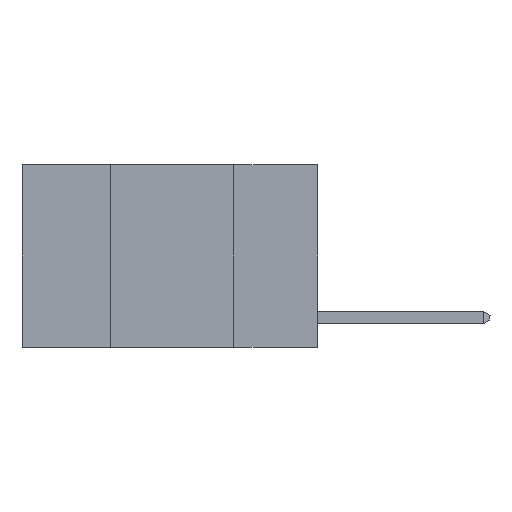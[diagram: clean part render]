
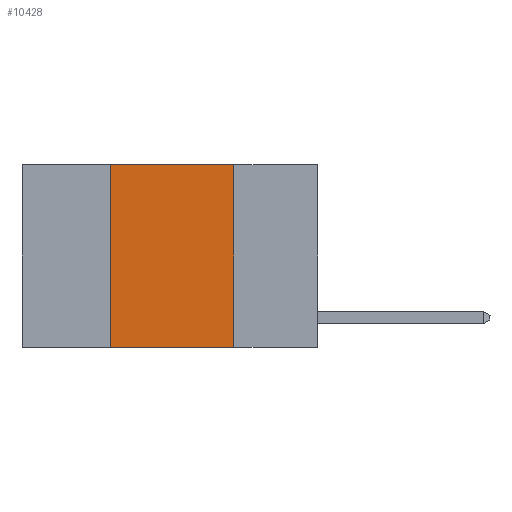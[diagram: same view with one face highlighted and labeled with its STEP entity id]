
A CAD part, left-side view. The second image highlights one B-rep face of the part: STEP entity #10428.
In plain terms, the highlighted planar face has unit normal (-1, 0, 0).
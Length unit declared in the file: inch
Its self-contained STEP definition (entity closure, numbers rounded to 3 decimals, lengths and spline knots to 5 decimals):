
#627 = EDGE_LOOP ( 'NONE', ( #1336, #1820, #10316, #6755 ) ) ;
#891 = CARTESIAN_POINT ( 'NONE',  ( 0., 0.6, -0.37 ) ) ;
#1336 = ORIENTED_EDGE ( 'NONE', *, *, #8438, .F. ) ;
#1820 = ORIENTED_EDGE ( 'NONE', *, *, #5699, .F. ) ;
#3293 = DIRECTION ( 'NONE',  ( 1., 0., 0. ) ) ;
#3962 = LINE ( 'NONE', #17039, #11546 ) ;
#5699 = EDGE_CURVE ( 'NONE', #16326, #17330, #3962, .T. ) ;
#6621 = DIRECTION ( 'NONE',  ( 0., 0., 1. ) ) ;
#6755 = ORIENTED_EDGE ( 'NONE', *, *, #13294, .T. ) ;
#7742 = LINE ( 'NONE', #11122, #11290 ) ;
#7778 = VERTEX_POINT ( 'NONE', #13534 ) ;
#8438 = EDGE_CURVE ( 'NONE', #17330, #15731, #14886, .T. ) ;
#9210 = CARTESIAN_POINT ( 'NONE',  ( 0., 0.17, 0. ) ) ;
#9680 = DIRECTION ( 'NONE',  ( 0., -1., 0. ) ) ;
#9992 = DIRECTION ( 'NONE',  ( 0., -1., 0. ) ) ;
#10316 = ORIENTED_EDGE ( 'NONE', *, *, #15052, .F. ) ;
#10380 = VECTOR ( 'NONE', #9992, 39.37008 ) ;
#10428 = ADVANCED_FACE ( 'NONE', ( #11436 ), #12286, .F. ) ;
#10981 = VECTOR ( 'NONE', #16794, 39.37008 ) ;
#11122 = CARTESIAN_POINT ( 'NONE',  ( 0., 0.42, 0. ) ) ;
#11290 = VECTOR ( 'NONE', #6621, 39.37008 ) ;
#11436 = FACE_OUTER_BOUND ( 'NONE', #627, .T. ) ;
#11546 = VECTOR ( 'NONE', #9680, 39.37008 ) ;
#12286 = PLANE ( 'NONE',  #18861 ) ;
#13294 = EDGE_CURVE ( 'NONE', #7778, #15731, #18685, .T. ) ;
#13534 = CARTESIAN_POINT ( 'NONE',  ( 0., 0.42, -0.37 ) ) ;
#13803 = DIRECTION ( 'NONE',  ( 0., 0., -1. ) ) ;
#14092 = CARTESIAN_POINT ( 'NONE',  ( 0., 0.42, 0. ) ) ;
#14886 = LINE ( 'NONE', #15328, #10981 ) ;
#15052 = EDGE_CURVE ( 'NONE', #7778, #16326, #7742, .T. ) ;
#15328 = CARTESIAN_POINT ( 'NONE',  ( 0., 0.17, 0. ) ) ;
#15731 = VERTEX_POINT ( 'NONE', #18564 ) ;
#16326 = VERTEX_POINT ( 'NONE', #14092 ) ;
#16794 = DIRECTION ( 'NONE',  ( 0., 0., -1. ) ) ;
#17039 = CARTESIAN_POINT ( 'NONE',  ( 0., 0.6, 0. ) ) ;
#17330 = VERTEX_POINT ( 'NONE', #9210 ) ;
#18198 = CARTESIAN_POINT ( 'NONE',  ( 0., 0.6, 0. ) ) ;
#18564 = CARTESIAN_POINT ( 'NONE',  ( 0., 0.17, -0.37 ) ) ;
#18685 = LINE ( 'NONE', #891, #10380 ) ;
#18861 = AXIS2_PLACEMENT_3D ( 'NONE', #18198, #3293, #13803 ) ;
